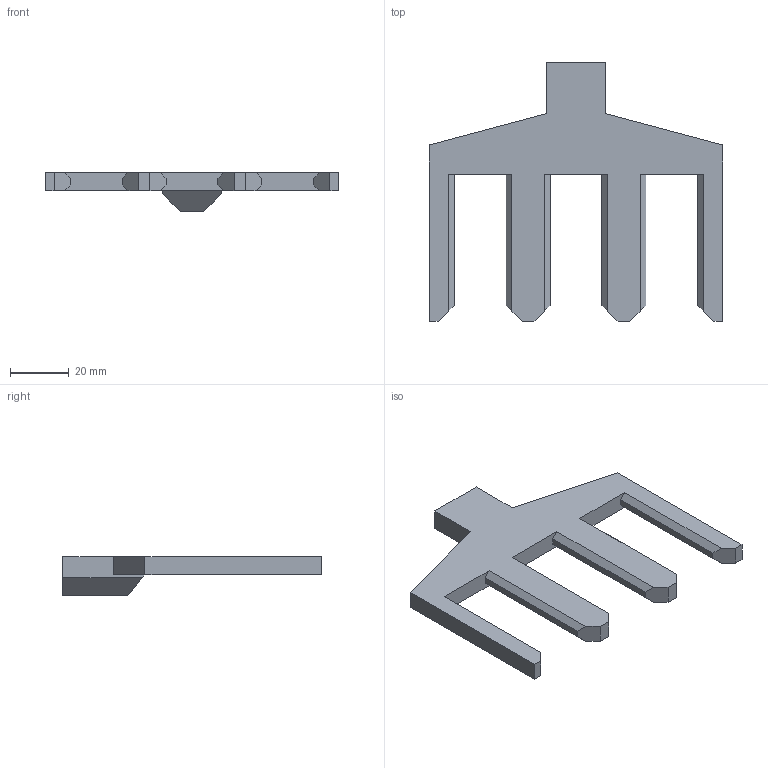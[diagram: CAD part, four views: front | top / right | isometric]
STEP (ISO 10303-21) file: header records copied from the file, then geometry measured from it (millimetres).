
FILE_DESCRIPTION(('FreeCAD Model'),'2;1');
FILE_NAME('Open CASCADE Shape Model','2024-01-20T23:27:06',(''),(''), 'Open CASCADE STEP processor 7.6','FreeCAD','Unknown');
FILE_SCHEMA(('AUTOMOTIVE_DESIGN { 1 0 10303 214 1 1 1 1 }'));
Length unit declared in the file: millimetre
Products named in the file (1): GiggaMegaDork 1A
Bounding box: 99.8 x 88 x 13.2 mm (x, y, z)
Volume: 26033.6 mm3; surface area: 13152.1 mm2
Topology: 1 solids, 1 shells, 336 faces, 933 edges, 622 vertices
Faces by surface type: extrusion 265, plane 69, cylinder 2
Entity records: 29917 total; most frequent: CARTESIAN_POINT 13655, DIRECTION 1885, ORIENTED_EDGE 1870, PCURVE 1866, DEFINITIONAL_REPRESENTATION 1866, VECTOR 1731, B_SPLINE_CURVE_WITH_KNOTS 1590, LINE 1466
